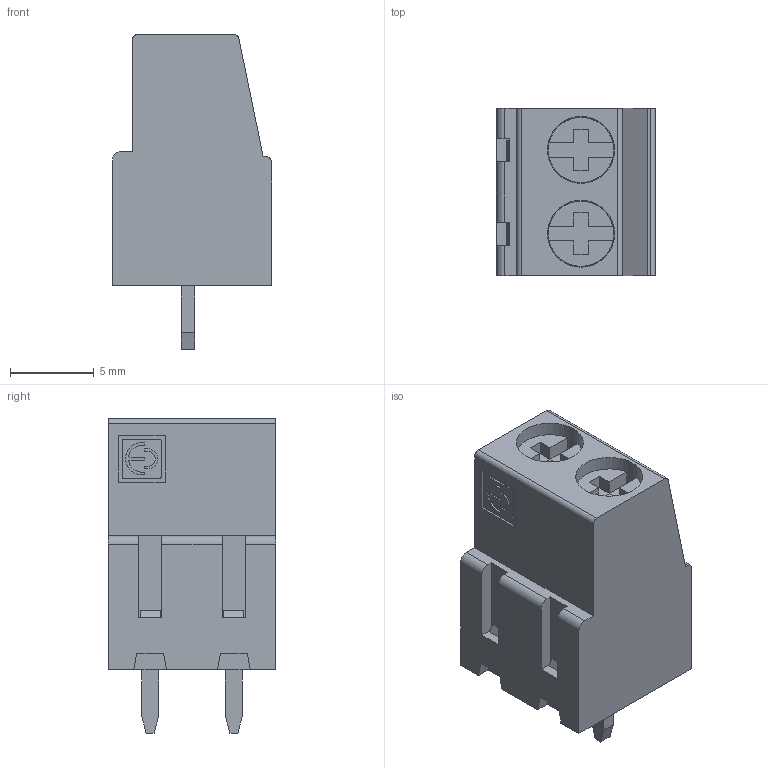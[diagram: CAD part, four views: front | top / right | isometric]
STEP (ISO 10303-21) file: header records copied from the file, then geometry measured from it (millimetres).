
FILE_DESCRIPTION(('STEP AP214'),'1');
FILE_NAME('ML252-5-V-L.stp','2024-01-26T15:31:58',(' '),(' '),'Spatial InterOp 3D',' ',' ');
FILE_SCHEMA(('AUTOMOTIVE_DESIGN { 1 0 10303 214 1 1 1 1 }'));
Length unit declared in the file: metre
Products named in the file (1): 1706278935
Bounding box: 9.5 x 10 x 18.8 mm (x, y, z)
Volume: 1081.4 mm3; surface area: 1047.5 mm2
Topology: 1 solids, 1 shells, 164 faces, 437 edges, 287 vertices
Faces by surface type: plane 139, cylinder 25
Full cylindrical faces by diameter (mm): 3.9 x2, 4 x2
Entity records: 6314 total; most frequent: CARTESIAN_POINT 877, ORIENTED_EDGE 858, DIRECTION 815, EDGE_CURVE 429, LINE 373, VECTOR 373, VERTEX_POINT 283, AXIS2_PLACEMENT_3D 221
